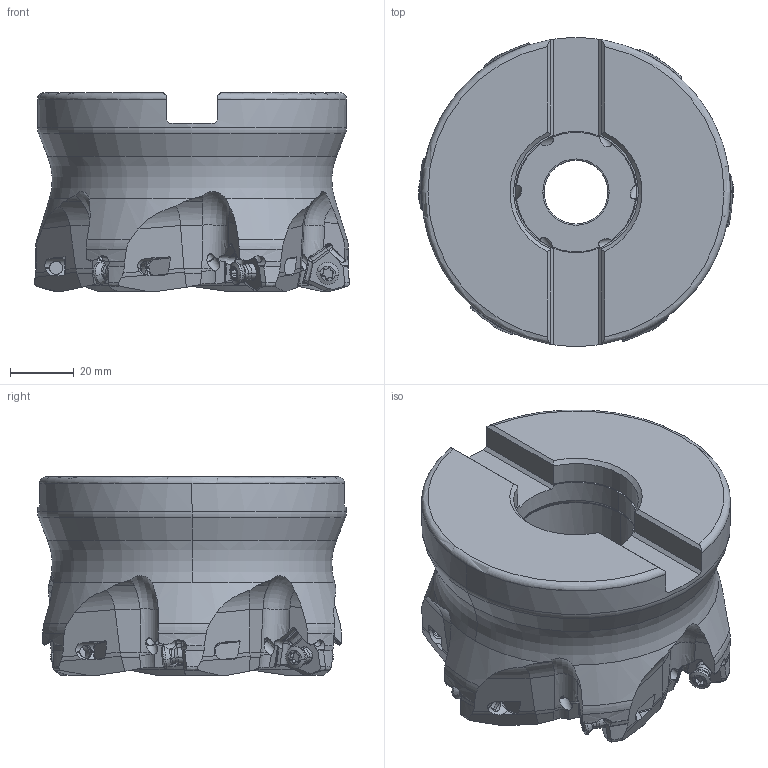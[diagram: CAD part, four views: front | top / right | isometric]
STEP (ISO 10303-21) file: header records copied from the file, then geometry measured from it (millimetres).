
FILE_DESCRIPTION(/* description */ (''),/* implementation_level */ '2;1');
FILE_NAME(/* name */ 'WJX14UR4_0006EA.stp',/* time_stamp */ '2019-02-12T19:00:06+09:00',/* author */ (''),/* organization */ (''),/* preprocessor_version */ 'ST-DEVELOPER v16',/* originating_system */ 'SIEMENS PLM Software NX 10.0',/* authorisation */ '');
FILE_SCHEMA (('AUTOMOTIVE_DESIGN { 1 0 10303 214 3 1 1 1 }'));
Products named in the file (1): WJX14UR4_0006EA_ASM
Bounding box: 98.69 x 96.84 x 62.2 mm (x, y, z)
Volume: 314323.1 mm3; surface area: 43240.5 mm2
Topology: 7 solids, 7 shells, 915 faces, 2596 edges, 1656 vertices
Faces by surface type: cylinder 324, plane 279, torus 86, bspline 84, cone 76, sphere 66
Entity records: 43425 total; most frequent: CARTESIAN_POINT 21130, ORIENTED_EDGE 5108, DIRECTION 4080, EDGE_CURVE 2554, VERTEX_POINT 1648, AXIS2_PLACEMENT_3D 1631, B_SPLINE_CURVE_WITH_KNOTS 968, EDGE_LOOP 936
